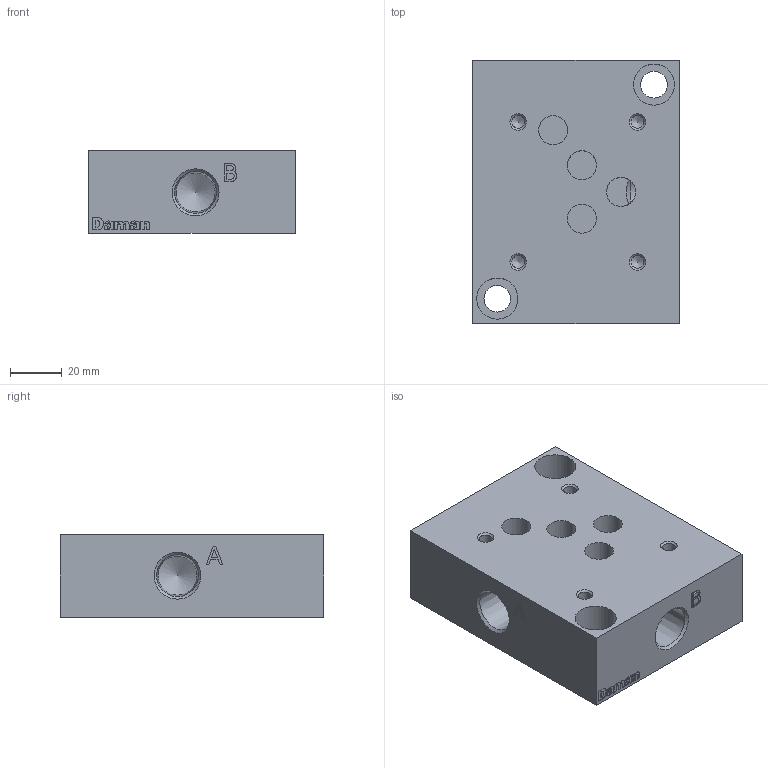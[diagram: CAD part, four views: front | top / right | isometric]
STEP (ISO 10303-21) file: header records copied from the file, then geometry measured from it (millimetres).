
FILE_DESCRIPTION( ( 'STEP AP214' ), ' ' );
FILE_NAME( 'AD05SPS6P.stp', '2018-07-07T13:32:20', ( '' ), ( '' ), ' ', 'PARTsolutions', ' ' );
FILE_SCHEMA( ( 'AUTOMOTIVE_DESIGN { 1 0 10303 214 1 1 1 1 }' ) );
Length unit declared in the file: inch
Products named in the file (1): _AD05SPS6P
Bounding box: 79.5 x 101.6 x 31.75 mm (x, y, z)
Volume: 226238.8 mm3; surface area: 36330.3 mm2
Topology: 1 solids, 1 shells, 202 faces, 528 edges, 348 vertices
Faces by surface type: plane 130, cylinder 52, cone 20
Full cylindrical faces by diameter (mm): 4.976 x4, 10.312 x2, 11.201 x4, 15.875 x2
Entity records: 7598 total; most frequent: CARTESIAN_POINT 1067, DIRECTION 1004, ORIENTED_EDGE 964, EDGE_CURVE 482, LINE 358, VECTOR 358, VERTEX_POINT 342, AXIS2_PLACEMENT_3D 323
